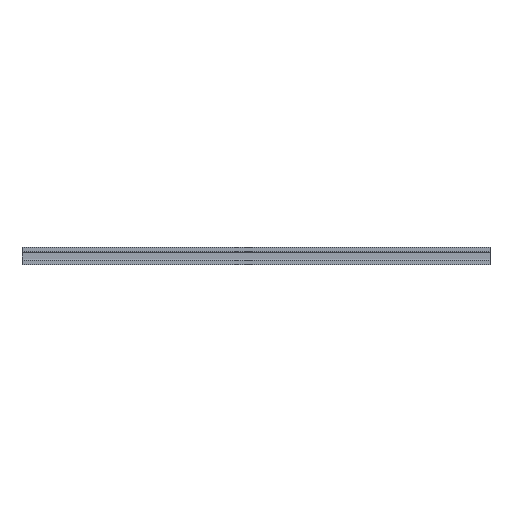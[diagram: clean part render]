
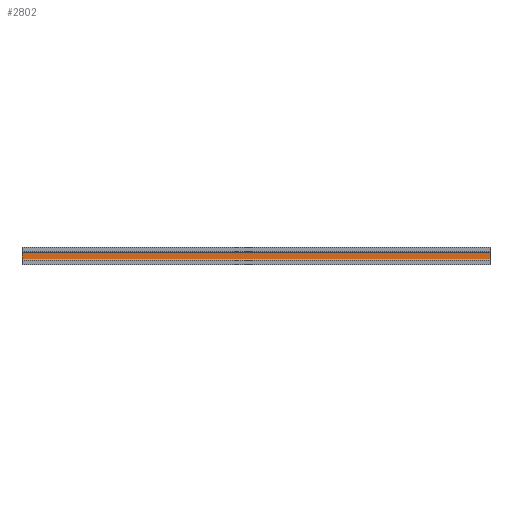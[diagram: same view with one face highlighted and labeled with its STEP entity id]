
A CAD part, top view. The second image highlights one B-rep face of the part: STEP entity #2802.
In plain terms, the highlighted planar face has unit normal (0, 0, 1).
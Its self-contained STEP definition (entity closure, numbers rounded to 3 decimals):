
#361=FACE_OUTER_BOUND('',#535,.T.);
#535=EDGE_LOOP('',(#2378,#2379,#2380,#2381));
#797=LINE('',#4595,#1061);
#798=LINE('',#4598,#1062);
#799=LINE('',#4600,#1063);
#800=LINE('',#4601,#1064);
#1061=VECTOR('',#3817,10.);
#1062=VECTOR('',#3820,10.);
#1063=VECTOR('',#3821,10.);
#1064=VECTOR('',#3822,10.);
#1320=VERTEX_POINT('',#4591);
#1321=VERTEX_POINT('',#4593);
#1322=VERTEX_POINT('',#4597);
#1323=VERTEX_POINT('',#4599);
#1697=EDGE_CURVE('',#1320,#1321,#797,.T.);
#1698=EDGE_CURVE('',#1322,#1320,#798,.T.);
#1699=EDGE_CURVE('',#1323,#1321,#799,.T.);
#1700=EDGE_CURVE('',#1322,#1323,#800,.T.);
#2378=ORIENTED_EDGE('',*,*,#1698,.T.);
#2379=ORIENTED_EDGE('',*,*,#1697,.T.);
#2380=ORIENTED_EDGE('',*,*,#1699,.F.);
#2381=ORIENTED_EDGE('',*,*,#1700,.F.);
#2543=PLANE('',#3071);
#2802=ADVANCED_FACE('',(#361),#2543,.T.);
#3071=AXIS2_PLACEMENT_3D('',#4596,#3818,#3819);
#3817=DIRECTION('',(1.,0.,0.));
#3818=DIRECTION('center_axis',(0.,0.,1.));
#3819=DIRECTION('ref_axis',(0.,-1.,0.));
#3820=DIRECTION('',(0.,-1.,0.));
#3821=DIRECTION('',(0.,-1.,0.));
#3822=DIRECTION('',(1.,0.,0.));
#4591=CARTESIAN_POINT('',(0.,-7.957,19.65));
#4593=CARTESIAN_POINT('',(1100.,-7.957,19.65));
#4595=CARTESIAN_POINT('',(0.,-7.957,19.65));
#4596=CARTESIAN_POINT('Origin',(0.,7.957,19.65));
#4597=CARTESIAN_POINT('',(0.,7.957,19.65));
#4598=CARTESIAN_POINT('',(0.,7.957,19.65));
#4599=CARTESIAN_POINT('',(1100.,7.957,19.65));
#4600=CARTESIAN_POINT('',(1100.,7.957,19.65));
#4601=CARTESIAN_POINT('',(0.,7.957,19.65));
